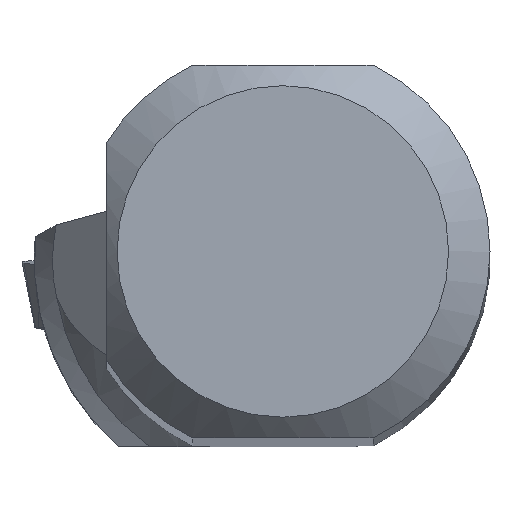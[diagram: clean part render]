
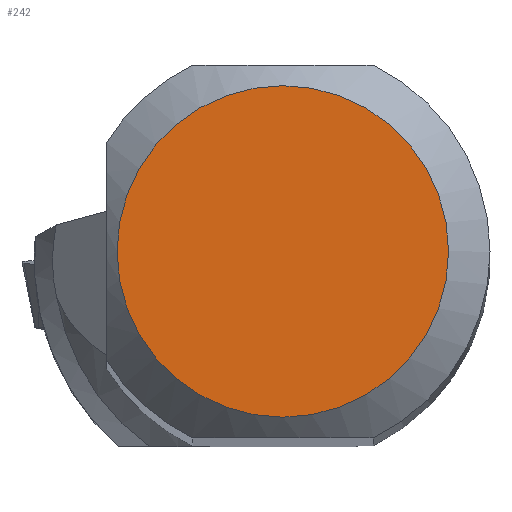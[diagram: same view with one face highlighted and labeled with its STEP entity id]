
A CAD part, top view. The second image highlights one B-rep face of the part: STEP entity #242.
In plain terms, the highlighted planar face has unit normal (0, 0, 1).
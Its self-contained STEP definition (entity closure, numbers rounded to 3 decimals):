
#168=PLANE('',#1628);
#242=ADVANCED_FACE('',(#345),#168,.F.);
#345=FACE_OUTER_BOUND('',#426,.T.);
#426=EDGE_LOOP('',(#899));
#481=CIRCLE('',#1617,8.);
#899=ORIENTED_EDGE('',*,*,#1301,.T.);
#1108=VERTEX_POINT('',#2972);
#1301=EDGE_CURVE('',#1108,#1108,#481,.T.);
#1617=AXIS2_PLACEMENT_3D('',#2971,#1924,#1925);
#1628=AXIS2_PLACEMENT_3D('',#3005,#1948,#1949);
#1924=DIRECTION('',(0.,0.,1.));
#1925=DIRECTION('',(1.,0.,0.));
#1948=DIRECTION('',(0.,0.,-1.));
#1949=DIRECTION('',(1.,0.,0.));
#2971=CARTESIAN_POINT('',(0.,0.,
0.));
#2972=CARTESIAN_POINT('',(8.,0.,0.));
#3005=CARTESIAN_POINT('',(0.,0.,
0.));
